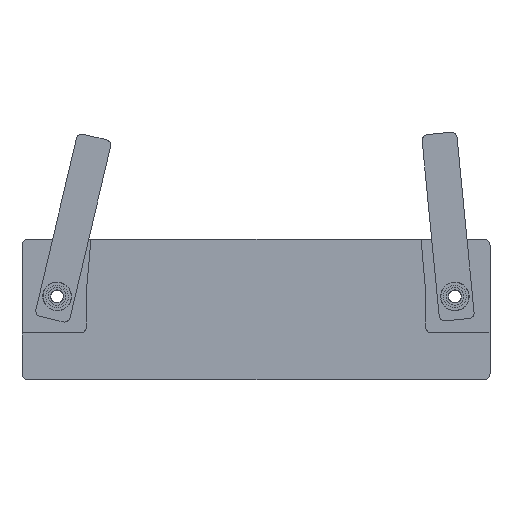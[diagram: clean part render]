
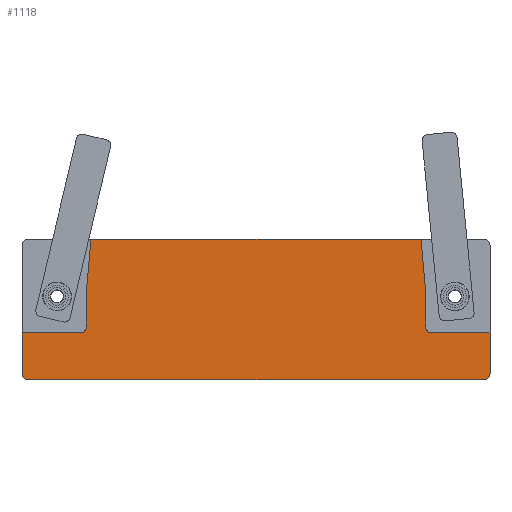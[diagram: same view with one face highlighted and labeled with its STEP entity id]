
A CAD part, front view. The second image highlights one B-rep face of the part: STEP entity #1118.
In plain terms, the highlighted face is planar.
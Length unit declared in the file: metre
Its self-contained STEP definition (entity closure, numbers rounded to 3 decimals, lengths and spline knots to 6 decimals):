
#46=LINE('',#1979,#122);
#52=LINE('',#1995,#128);
#55=LINE('',#2001,#131);
#59=LINE('',#2013,#135);
#63=LINE('',#2025,#139);
#68=LINE('',#2036,#144);
#73=LINE('',#2045,#149);
#77=LINE('',#2057,#153);
#81=LINE('',#2069,#157);
#83=LINE('',#2073,#159);
#122=VECTOR('',#1662,1.);
#128=VECTOR('',#1676,1.);
#131=VECTOR('',#1681,1.);
#135=VECTOR('',#1693,1.);
#139=VECTOR('',#1705,1.);
#144=VECTOR('',#1712,1.);
#149=VECTOR('',#1719,1.);
#153=VECTOR('',#1731,1.);
#157=VECTOR('',#1743,1.);
#159=VECTOR('',#1747,1.);
#227=PLANE('',#1420);
#477=ORIENTED_EDGE('',*,*,#608,.T.);
#478=ORIENTED_EDGE('',*,*,#612,.T.);
#479=ORIENTED_EDGE('',*,*,#615,.T.);
#480=ORIENTED_EDGE('',*,*,#620,.F.);
#481=ORIENTED_EDGE('',*,*,#623,.T.);
#482=ORIENTED_EDGE('',*,*,#626,.T.);
#483=ORIENTED_EDGE('',*,*,#629,.F.);
#484=ORIENTED_EDGE('',*,*,#632,.F.);
#485=ORIENTED_EDGE('',*,*,#635,.T.);
#486=ORIENTED_EDGE('',*,*,#640,.F.);
#487=ORIENTED_EDGE('',*,*,#645,.F.);
#488=ORIENTED_EDGE('',*,*,#648,.T.);
#489=ORIENTED_EDGE('',*,*,#651,.T.);
#490=ORIENTED_EDGE('',*,*,#654,.F.);
#491=ORIENTED_EDGE('',*,*,#657,.F.);
#492=ORIENTED_EDGE('',*,*,#659,.T.);
#608=EDGE_CURVE('',#730,#729,#813,.T.);
#612=EDGE_CURVE('',#729,#732,#46,.T.);
#615=EDGE_CURVE('',#732,#734,#815,.T.);
#620=EDGE_CURVE('',#738,#734,#52,.T.);
#623=EDGE_CURVE('',#738,#740,#55,.T.);
#626=EDGE_CURVE('',#740,#742,#817,.T.);
#629=EDGE_CURVE('',#744,#742,#59,.T.);
#632=EDGE_CURVE('',#746,#744,#819,.T.);
#635=EDGE_CURVE('',#746,#748,#63,.T.);
#640=EDGE_CURVE('',#753,#748,#68,.T.);
#645=EDGE_CURVE('',#756,#753,#73,.T.);
#648=EDGE_CURVE('',#756,#758,#821,.T.);
#651=EDGE_CURVE('',#758,#760,#77,.T.);
#654=EDGE_CURVE('',#762,#760,#823,.T.);
#657=EDGE_CURVE('',#764,#762,#81,.T.);
#659=EDGE_CURVE('',#764,#730,#83,.T.);
#729=VERTEX_POINT('',#1970);
#730=VERTEX_POINT('',#1972);
#732=VERTEX_POINT('',#1978);
#734=VERTEX_POINT('',#1984);
#738=VERTEX_POINT('',#1994);
#740=VERTEX_POINT('',#2000);
#742=VERTEX_POINT('',#2006);
#744=VERTEX_POINT('',#2012);
#746=VERTEX_POINT('',#2018);
#748=VERTEX_POINT('',#2024);
#753=VERTEX_POINT('',#2035);
#756=VERTEX_POINT('',#2044);
#758=VERTEX_POINT('',#2050);
#760=VERTEX_POINT('',#2056);
#762=VERTEX_POINT('',#2062);
#764=VERTEX_POINT('',#2068);
#813=CIRCLE('',#1394,0.00635);
#815=CIRCLE('',#1398,0.00635);
#817=CIRCLE('',#1403,0.00635);
#819=CIRCLE('',#1407,0.00635);
#821=CIRCLE('',#1413,0.00635);
#823=CIRCLE('',#1417,0.00635);
#918=EDGE_LOOP('',(#477,#478,#479,#480,#481,#482,#483,#484,#485,#486,#487,
#488,#489,#490,#491,#492));
#1018=FACE_BOUND('',#918,.T.);
#1118=ADVANCED_FACE('',(#1018),#227,.T.);
#1394=AXIS2_PLACEMENT_3D('',#1971,#1655,#1656);
#1398=AXIS2_PLACEMENT_3D('',#1985,#1668,#1669);
#1403=AXIS2_PLACEMENT_3D('',#2007,#1687,#1688);
#1407=AXIS2_PLACEMENT_3D('',#2019,#1699,#1700);
#1413=AXIS2_PLACEMENT_3D('',#2051,#1725,#1726);
#1417=AXIS2_PLACEMENT_3D('',#2063,#1737,#1738);
#1420=AXIS2_PLACEMENT_3D('',#2077,#1750,#1751);
#1655=DIRECTION('',(0.,0.,1.));
#1656=DIRECTION('',(1.,0.,0.));
#1662=DIRECTION('',(1.,0.,0.));
#1668=DIRECTION('',(0.,0.,1.));
#1669=DIRECTION('',(1.,0.,0.));
#1676=DIRECTION('',(0.,-1.,0.));
#1681=DIRECTION('',(-1.,0.,0.));
#1687=DIRECTION('',(0.,0.,-1.));
#1688=DIRECTION('',(1.,0.,0.));
#1693=DIRECTION('',(0.,-1.,0.));
#1699=DIRECTION('',(0.,0.,-1.));
#1700=DIRECTION('',(1.,0.,0.));
#1705=DIRECTION('',(-0.087,0.996,0.));
#1712=DIRECTION('',(1.,0.,0.));
#1719=DIRECTION('',(0.087,0.996,0.));
#1725=DIRECTION('',(0.,0.,1.));
#1726=DIRECTION('',(1.,0.,0.));
#1731=DIRECTION('',(0.,-1.,0.));
#1737=DIRECTION('',(0.,0.,1.));
#1738=DIRECTION('',(1.,0.,0.));
#1743=DIRECTION('',(1.,0.,0.));
#1747=DIRECTION('',(0.,-1.,0.));
#1750=DIRECTION('',(0.,0.,1.));
#1751=DIRECTION('',(1.,0.,0.));
#1970=CARTESIAN_POINT('',(-0.50165,0.,0.0254));
#1971=CARTESIAN_POINT('',(-0.50165,0.00635,0.0254));
#1972=CARTESIAN_POINT('',(-0.508,0.00635,0.0254));
#1978=CARTESIAN_POINT('',(-0.00635,0.,0.0254));
#1979=CARTESIAN_POINT('',(-0.4699,0.,0.0254));
#1984=CARTESIAN_POINT('',(0.,0.00635,0.0254));
#1985=CARTESIAN_POINT('',(-0.00635,0.00635,0.0254));
#1994=CARTESIAN_POINT('',(0.,0.0508,0.0254));
#1995=CARTESIAN_POINT('',(0.,0.028575,0.0254));
#2000=CARTESIAN_POINT('',(-0.0635,0.0508,0.0254));
#2001=CARTESIAN_POINT('',(-0.03175,0.0508,0.0254));
#2006=CARTESIAN_POINT('',(-0.06985,0.05715,0.0254));
#2007=CARTESIAN_POINT('',(-0.0635,0.05715,0.0254));
#2012=CARTESIAN_POINT('',(-0.06985,0.094973,0.0254));
#2013=CARTESIAN_POINT('',(-0.06985,0.076061,0.0254));
#2018=CARTESIAN_POINT('',(-0.069874,0.095526,0.0254));
#2019=CARTESIAN_POINT('',(-0.0762,0.094973,0.0254));
#2024=CARTESIAN_POINT('',(-0.07485,0.1524,0.0254));
#2025=CARTESIAN_POINT('',(-0.072362,0.123963,0.0254));
#2035=CARTESIAN_POINT('',(-0.43315,0.1524,0.0254));
#2036=CARTESIAN_POINT('',(-0.254,0.1524,0.0254));
#2044=CARTESIAN_POINT('',(-0.438126,0.095526,0.0254));
#2045=CARTESIAN_POINT('',(-0.435638,0.123963,0.0254));
#2050=CARTESIAN_POINT('',(-0.43815,0.094973,0.0254));
#2051=CARTESIAN_POINT('',(-0.4318,0.094973,0.0254));
#2056=CARTESIAN_POINT('',(-0.43815,0.05715,0.0254));
#2057=CARTESIAN_POINT('',(-0.43815,0.076061,0.0254));
#2062=CARTESIAN_POINT('',(-0.4445,0.0508,0.0254));
#2063=CARTESIAN_POINT('',(-0.4445,0.05715,0.0254));
#2068=CARTESIAN_POINT('',(-0.508,0.0508,0.0254));
#2069=CARTESIAN_POINT('',(-0.47625,0.0508,0.0254));
#2073=CARTESIAN_POINT('',(-0.508,0.028575,0.0254));
#2077=CARTESIAN_POINT('',(-0.254,0.0762,0.0254));
